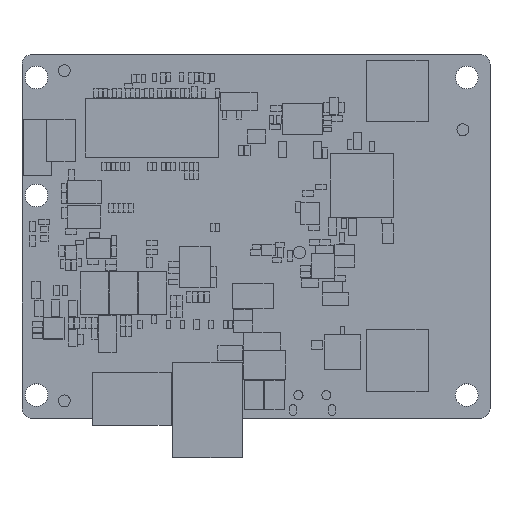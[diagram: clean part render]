
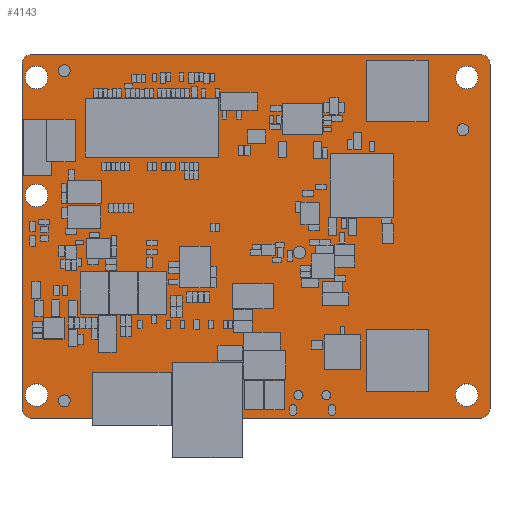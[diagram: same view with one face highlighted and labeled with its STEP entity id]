
A CAD part, top view. The second image highlights one B-rep face of the part: STEP entity #4143.
In plain terms, the highlighted planar face has unit normal (0, 0, 1).
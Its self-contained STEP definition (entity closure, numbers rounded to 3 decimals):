
#3067=FACE_OUTER_BOUND($,#3443,.F.);
#3077=FACE_OUTER_BOUND($,#3453,.T.);
#3081=FACE_OUTER_BOUND($,#3457,.T.);
#3085=FACE_OUTER_BOUND($,#3461,.T.);
#3089=FACE_OUTER_BOUND($,#3465,.T.);
#3093=FACE_OUTER_BOUND($,#3469,.T.);
#3097=FACE_OUTER_BOUND($,#3473,.T.);
#3101=FACE_OUTER_BOUND($,#3477,.T.);
#3443=EDGE_LOOP($,(#7177,#7178,#7179,#7180,#7181,#7182,#7183,#7184));
#3453=EDGE_LOOP($,(#7225,#7226));
#3457=EDGE_LOOP($,(#7237,#7238));
#3461=EDGE_LOOP($,(#7249,#7250));
#3465=EDGE_LOOP($,(#7261,#7262));
#3469=EDGE_LOOP($,(#7273,#7274));
#3473=EDGE_LOOP($,(#7285,#7286));
#3477=EDGE_LOOP($,(#7297,#7298));
#3819=PLANE($,#6019);
#4143=ADVANCED_FACE($,(#3067,#3077,#3081,#3085,#3089,#3093,#3097,#3101),
#3819,.T.);
#4505=VECTOR($,#10731,80.264);
#4506=VECTOR($,#10732,61.595);
#4507=VECTOR($,#10733,80.264);
#4508=VECTOR($,#10734,61.595);
#5222=LINE($,#12374,#4505);
#5223=LINE($,#12376,#4506);
#5224=LINE($,#12378,#4507);
#5225=LINE($,#12380,#4508);
#5939=CIRCLE($,#6015,1.778);
#5940=CIRCLE($,#6016,1.778);
#5941=CIRCLE($,#6017,1.778);
#5942=CIRCLE($,#6018,1.778);
#5947=CIRCLE($,#6033,2.032);
#5948=CIRCLE($,#6034,2.032);
#5951=CIRCLE($,#6039,2.032);
#5952=CIRCLE($,#6040,2.032);
#5955=CIRCLE($,#6045,2.032);
#5956=CIRCLE($,#6046,2.032);
#5959=CIRCLE($,#6051,2.032);
#5960=CIRCLE($,#6052,2.032);
#5963=CIRCLE($,#6057,2.032);
#5964=CIRCLE($,#6058,2.032);
#5967=CIRCLE($,#6063,0.511);
#5968=CIRCLE($,#6064,0.511);
#5971=CIRCLE($,#6069,0.511);
#5972=CIRCLE($,#6070,0.511);
#6015=AXIS2_PLACEMENT_3D($,#12382,#10728,$);
#6016=AXIS2_PLACEMENT_3D($,#12383,#10728,$);
#6017=AXIS2_PLACEMENT_3D($,#12384,#10728,$);
#6018=AXIS2_PLACEMENT_3D($,#12385,#10728,$);
#6019=AXIS2_PLACEMENT_3D($,#12374,#10728,$);
#6033=AXIS2_PLACEMENT_3D($,#12406,#10728,$);
#6034=AXIS2_PLACEMENT_3D($,#12407,#10728,$);
#6039=AXIS2_PLACEMENT_3D($,#12418,#10728,$);
#6040=AXIS2_PLACEMENT_3D($,#12419,#10728,$);
#6045=AXIS2_PLACEMENT_3D($,#12430,#10728,$);
#6046=AXIS2_PLACEMENT_3D($,#12431,#10728,$);
#6051=AXIS2_PLACEMENT_3D($,#12442,#10728,$);
#6052=AXIS2_PLACEMENT_3D($,#12443,#10728,$);
#6057=AXIS2_PLACEMENT_3D($,#12454,#10728,$);
#6058=AXIS2_PLACEMENT_3D($,#12455,#10728,$);
#6063=AXIS2_PLACEMENT_3D($,#12466,#10728,$);
#6064=AXIS2_PLACEMENT_3D($,#12467,#10728,$);
#6069=AXIS2_PLACEMENT_3D($,#12478,#10728,$);
#6070=AXIS2_PLACEMENT_3D($,#12479,#10728,$);
#7177=ORIENTED_EDGE($,*,*,#8629,.T.);
#7178=ORIENTED_EDGE($,*,*,#8630,.T.);
#7179=ORIENTED_EDGE($,*,*,#8631,.T.);
#7180=ORIENTED_EDGE($,*,*,#8632,.T.);
#7181=ORIENTED_EDGE($,*,*,#8633,.T.);
#7182=ORIENTED_EDGE($,*,*,#8634,.T.);
#7183=ORIENTED_EDGE($,*,*,#8635,.T.);
#7184=ORIENTED_EDGE($,*,*,#8636,.T.);
#7225=ORIENTED_EDGE($,*,*,#8654,.T.);
#7226=ORIENTED_EDGE($,*,*,#8655,.T.);
#7237=ORIENTED_EDGE($,*,*,#8661,.T.);
#7238=ORIENTED_EDGE($,*,*,#8662,.T.);
#7249=ORIENTED_EDGE($,*,*,#8668,.T.);
#7250=ORIENTED_EDGE($,*,*,#8669,.T.);
#7261=ORIENTED_EDGE($,*,*,#8675,.T.);
#7262=ORIENTED_EDGE($,*,*,#8676,.T.);
#7273=ORIENTED_EDGE($,*,*,#8682,.T.);
#7274=ORIENTED_EDGE($,*,*,#8683,.T.);
#7285=ORIENTED_EDGE($,*,*,#8689,.T.);
#7286=ORIENTED_EDGE($,*,*,#8690,.T.);
#7297=ORIENTED_EDGE($,*,*,#8696,.T.);
#7298=ORIENTED_EDGE($,*,*,#8697,.T.);
#8629=EDGE_CURVE($,#9422,#9423,#5939,.F.);
#8630=EDGE_CURVE($,#9423,#9424,#5222,.T.);
#8631=EDGE_CURVE($,#9424,#9425,#5940,.F.);
#8632=EDGE_CURVE($,#9425,#9426,#5223,.T.);
#8633=EDGE_CURVE($,#9426,#9427,#5941,.F.);
#8634=EDGE_CURVE($,#9427,#9428,#5224,.T.);
#8635=EDGE_CURVE($,#9428,#9429,#5942,.F.);
#8636=EDGE_CURVE($,#9429,#9422,#5225,.T.);
#8654=EDGE_CURVE($,#9440,#9441,#5947,.F.);
#8655=EDGE_CURVE($,#9441,#9440,#5948,.F.);
#8661=EDGE_CURVE($,#9446,#9447,#5951,.F.);
#8662=EDGE_CURVE($,#9447,#9446,#5952,.F.);
#8668=EDGE_CURVE($,#9452,#9453,#5955,.F.);
#8669=EDGE_CURVE($,#9453,#9452,#5956,.F.);
#8675=EDGE_CURVE($,#9458,#9459,#5959,.F.);
#8676=EDGE_CURVE($,#9459,#9458,#5960,.F.);
#8682=EDGE_CURVE($,#9464,#9465,#5963,.F.);
#8683=EDGE_CURVE($,#9465,#9464,#5964,.F.);
#8689=EDGE_CURVE($,#9470,#9471,#5967,.F.);
#8690=EDGE_CURVE($,#9471,#9470,#5968,.F.);
#8696=EDGE_CURVE($,#9476,#9477,#5971,.F.);
#8697=EDGE_CURVE($,#9477,#9476,#5972,.F.);
#9422=VERTEX_POINT($,#12373);
#9423=VERTEX_POINT($,#12374);
#9424=VERTEX_POINT($,#12375);
#9425=VERTEX_POINT($,#12376);
#9426=VERTEX_POINT($,#12377);
#9427=VERTEX_POINT($,#12378);
#9428=VERTEX_POINT($,#12379);
#9429=VERTEX_POINT($,#12380);
#9440=VERTEX_POINT($,#12403);
#9441=VERTEX_POINT($,#12404);
#9446=VERTEX_POINT($,#12415);
#9447=VERTEX_POINT($,#12416);
#9452=VERTEX_POINT($,#12427);
#9453=VERTEX_POINT($,#12428);
#9458=VERTEX_POINT($,#12439);
#9459=VERTEX_POINT($,#12440);
#9464=VERTEX_POINT($,#12451);
#9465=VERTEX_POINT($,#12452);
#9470=VERTEX_POINT($,#12463);
#9471=VERTEX_POINT($,#12464);
#9476=VERTEX_POINT($,#12475);
#9477=VERTEX_POINT($,#12476);
#10728=DIRECTION($,(0.,0.,1.));
#10731=DIRECTION($,(-1.,0.,0.));
#10732=DIRECTION($,(0.,1.,0.));
#10733=DIRECTION($,(1.,0.,0.));
#10734=DIRECTION($,(0.,-1.,0.));
#12373=CARTESIAN_POINT('',(81.21,-2.35,0.));
#12374=CARTESIAN_POINT('',(79.432,-4.128,0.));
#12375=CARTESIAN_POINT('',(-0.832,-4.128,0.));
#12376=CARTESIAN_POINT('',(-2.61,-2.35,0.));
#12377=CARTESIAN_POINT('',(-2.61,59.246,0.));
#12378=CARTESIAN_POINT('',(-0.832,61.024,0.));
#12379=CARTESIAN_POINT('',(79.432,61.024,0.));
#12380=CARTESIAN_POINT('',(81.21,59.246,0.));
#12382=CARTESIAN_POINT('',(79.432,-2.349,0.));
#12383=CARTESIAN_POINT('',(-0.832,-2.349,0.));
#12384=CARTESIAN_POINT('',(-0.832,59.245,0.));
#12385=CARTESIAN_POINT('',(79.432,59.245,0.));
#12403=CARTESIAN_POINT('',(2.032,35.766,0.));
#12404=CARTESIAN_POINT('',(-2.032,35.766,0.));
#12406=CARTESIAN_POINT('',(0.,35.766,0.));
#12407=CARTESIAN_POINT('',(0.,35.766,0.));
#12415=CARTESIAN_POINT('',(79.084,0.,0.));
#12416=CARTESIAN_POINT('',(75.02,0.,0.));
#12418=CARTESIAN_POINT('',(77.052,0.,0.));
#12419=CARTESIAN_POINT('',(77.052,0.,0.));
#12427=CARTESIAN_POINT('',(79.084,56.896,0.));
#12428=CARTESIAN_POINT('',(75.02,56.896,0.));
#12430=CARTESIAN_POINT('',(77.052,56.896,0.));
#12431=CARTESIAN_POINT('',(77.052,56.896,0.));
#12439=CARTESIAN_POINT('',(2.032,0.,0.));
#12440=CARTESIAN_POINT('',(-2.032,0.,0.));
#12442=CARTESIAN_POINT('',(0.,0.,0.));
#12443=CARTESIAN_POINT('',(0.,0.,0.));
#12451=CARTESIAN_POINT('',(2.032,56.896,0.));
#12452=CARTESIAN_POINT('',(-2.032,56.896,0.));
#12454=CARTESIAN_POINT('',(0.,56.896,0.));
#12455=CARTESIAN_POINT('',(0.,56.896,0.));
#12463=CARTESIAN_POINT('',(31.252,45.241,0.));
#12464=CARTESIAN_POINT('',(30.231,45.241,0.));
#12466=CARTESIAN_POINT('',(30.742,45.241,0.));
#12467=CARTESIAN_POINT('',(30.742,45.241,0.));
#12475=CARTESIAN_POINT('',(11.122,45.241,0.));
#12476=CARTESIAN_POINT('',(10.101,45.241,0.));
#12478=CARTESIAN_POINT('',(10.612,45.241,0.));
#12479=CARTESIAN_POINT('',(10.612,45.241,0.));
